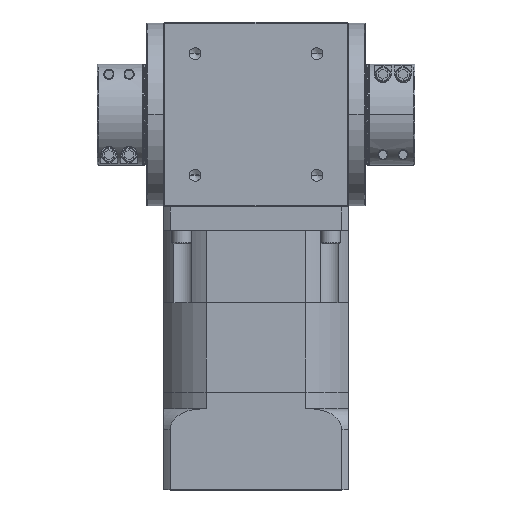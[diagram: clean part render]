
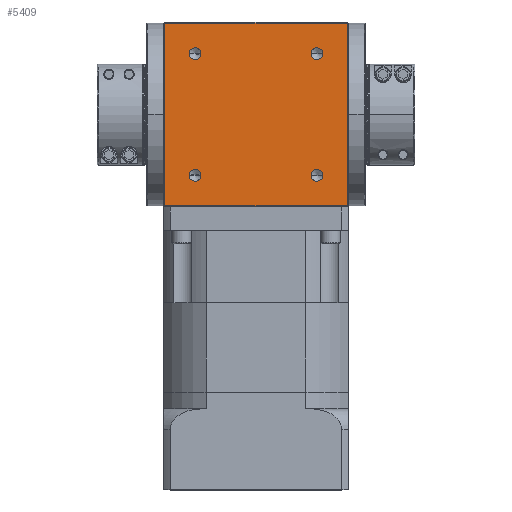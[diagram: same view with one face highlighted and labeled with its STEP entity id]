
A CAD part, top view. The second image highlights one B-rep face of the part: STEP entity #5409.
In plain terms, the highlighted planar face has unit normal (0, 0, 1).
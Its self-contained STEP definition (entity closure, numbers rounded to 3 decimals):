
#964 = EDGE_LOOP ( 'NONE', ( #16246, #21844 ) ) ;
#1015 = EDGE_LOOP ( 'NONE', ( #31352, #33989 ) ) ;
#1034 = DIRECTION ( 'NONE',  ( 1., 0., 0. ) ) ;
#1142 = CARTESIAN_POINT ( 'NONE',  ( 108.5, 0., 110. ) ) ;
#2200 = DIRECTION ( 'NONE',  ( 1., 0., 0. ) ) ;
#2824 = DIRECTION ( 'NONE',  ( 0., 0., 1. ) ) ;
#3715 = AXIS2_PLACEMENT_3D ( 'NONE', #29173, #11614, #32180 ) ;
#4545 = CARTESIAN_POINT ( 'NONE',  ( 108.5, -108.5, 110. ) ) ;
#4610 = VERTEX_POINT ( 'NONE', #22476 ) ;
#4932 = AXIS2_PLACEMENT_3D ( 'NONE', #25566, #8030, #28509 ) ;
#5379 = AXIS2_PLACEMENT_3D ( 'NONE', #26430, #8880, #29374 ) ;
#5409 = ADVANCED_FACE ( 'NONE', ( #19006, #11206, #33767, #25906, #18102 ), #5636, .T. ) ;
#5636 = PLANE ( 'NONE',  #29435 ) ;
#5838 = DIRECTION ( 'NONE',  ( 1., 0., 0. ) ) ;
#6211 = CIRCLE ( 'NONE', #35643, 7. ) ;
#7303 = LINE ( 'NONE', #26320, #37619 ) ;
#8030 = DIRECTION ( 'NONE',  ( 0., 0., 1. ) ) ;
#8671 = ORIENTED_EDGE ( 'NONE', *, *, #30244, .F. ) ;
#8880 = DIRECTION ( 'NONE',  ( 0., 0., 1. ) ) ;
#9480 = AXIS2_PLACEMENT_3D ( 'NONE', #36239, #18576, #1034 ) ;
#10576 = CIRCLE ( 'NONE', #15621, 7. ) ;
#10674 = AXIS2_PLACEMENT_3D ( 'NONE', #32245, #14662, #35219 ) ;
#10733 = CARTESIAN_POINT ( 'NONE',  ( 79.478, -72.478, 110. ) ) ;
#10760 = EDGE_CURVE ( 'NONE', #30066, #15207, #18833, .T. ) ;
#11014 = EDGE_CURVE ( 'NONE', #12232, #16666, #27100, .T. ) ;
#11149 = LINE ( 'NONE', #13294, #25838 ) ;
#11154 = CARTESIAN_POINT ( 'NONE',  ( -65.478, 72.478, 110. ) ) ;
#11184 = CARTESIAN_POINT ( 'NONE',  ( -108.5, 0., 110. ) ) ;
#11206 = FACE_BOUND ( 'NONE', #1015, .T. ) ;
#11614 = DIRECTION ( 'NONE',  ( 0., 0., 1. ) ) ;
#11680 = VERTEX_POINT ( 'NONE', #19416 ) ;
#12031 = CARTESIAN_POINT ( 'NONE',  ( 72.478, -72.478, 110. ) ) ;
#12232 = VERTEX_POINT ( 'NONE', #4545 ) ;
#12365 = EDGE_CURVE ( 'NONE', #21154, #27157, #6211, .T. ) ;
#12413 = EDGE_CURVE ( 'NONE', #11680, #38050, #13947, .T. ) ;
#13284 = EDGE_CURVE ( 'NONE', #16666, #29311, #11149, .T. ) ;
#13294 = CARTESIAN_POINT ( 'NONE',  ( 0., 108.5, 110. ) ) ;
#13947 = CIRCLE ( 'NONE', #5379, 7. ) ;
#14151 = VERTEX_POINT ( 'NONE', #15545 ) ;
#14507 = ORIENTED_EDGE ( 'NONE', *, *, #12365, .F. ) ;
#14646 = ORIENTED_EDGE ( 'NONE', *, *, #27831, .T. ) ;
#14662 = DIRECTION ( 'NONE',  ( 0., 0., 1. ) ) ;
#15005 = DIRECTION ( 'NONE',  ( 1., 0., 0. ) ) ;
#15207 = VERTEX_POINT ( 'NONE', #11154 ) ;
#15309 = AXIS2_PLACEMENT_3D ( 'NONE', #37382, #19719, #2200 ) ;
#15425 = CIRCLE ( 'NONE', #15309, 7. ) ;
#15545 = CARTESIAN_POINT ( 'NONE',  ( 65.478, 72.478, 110. ) ) ;
#15621 = AXIS2_PLACEMENT_3D ( 'NONE', #12031, #32614, #15005 ) ;
#16246 = ORIENTED_EDGE ( 'NONE', *, *, #12413, .F. ) ;
#16666 = VERTEX_POINT ( 'NONE', #32802 ) ;
#16923 = CIRCLE ( 'NONE', #9480, 7. ) ;
#17360 = ORIENTED_EDGE ( 'NONE', *, *, #11014, .T. ) ;
#17448 = DIRECTION ( 'NONE',  ( 0., 0., 1. ) ) ;
#17787 = EDGE_LOOP ( 'NONE', ( #8671, #37327 ) ) ;
#18102 = FACE_OUTER_BOUND ( 'NONE', #34084, .T. ) ;
#18515 = EDGE_CURVE ( 'NONE', #38050, #11680, #16923, .T. ) ;
#18576 = DIRECTION ( 'NONE',  ( 0., 0., 1. ) ) ;
#18833 = CIRCLE ( 'NONE', #10674, 7. ) ;
#18854 = LINE ( 'NONE', #11184, #19779 ) ;
#19006 = FACE_BOUND ( 'NONE', #17787, .T. ) ;
#19416 = CARTESIAN_POINT ( 'NONE',  ( -65.478, -72.478, 110. ) ) ;
#19665 = VERTEX_POINT ( 'NONE', #33213 ) ;
#19719 = DIRECTION ( 'NONE',  ( 0., 0., 1. ) ) ;
#19779 = VECTOR ( 'NONE', #22876, 1000. ) ;
#20330 = CARTESIAN_POINT ( 'NONE',  ( 0., 0., 110. ) ) ;
#20623 = ORIENTED_EDGE ( 'NONE', *, *, #26143, .F. ) ;
#21154 = VERTEX_POINT ( 'NONE', #29194 ) ;
#21671 = DIRECTION ( 'NONE',  ( 0., 1., 0. ) ) ;
#21844 = ORIENTED_EDGE ( 'NONE', *, *, #18515, .F. ) ;
#21935 = CARTESIAN_POINT ( 'NONE',  ( -79.478, 72.478, 110. ) ) ;
#22246 = EDGE_CURVE ( 'NONE', #19665, #14151, #34310, .T. ) ;
#22476 = CARTESIAN_POINT ( 'NONE',  ( -108.5, -108.5, 110. ) ) ;
#22566 = EDGE_CURVE ( 'NONE', #14151, #19665, #32902, .T. ) ;
#22876 = DIRECTION ( 'NONE',  ( 0., -1., 0. ) ) ;
#23302 = DIRECTION ( 'NONE',  ( 1., 0., 0. ) ) ;
#25566 = CARTESIAN_POINT ( 'NONE',  ( 72.478, 72.478, 110. ) ) ;
#25838 = VECTOR ( 'NONE', #33870, 1000. ) ;
#25906 = FACE_BOUND ( 'NONE', #964, .T. ) ;
#26143 = EDGE_CURVE ( 'NONE', #27157, #21154, #10576, .T. ) ;
#26320 = CARTESIAN_POINT ( 'NONE',  ( 0., -108.5, 110. ) ) ;
#26430 = CARTESIAN_POINT ( 'NONE',  ( -72.478, -72.478, 110. ) ) ;
#27100 = LINE ( 'NONE', #1142, #34055 ) ;
#27157 = VERTEX_POINT ( 'NONE', #10733 ) ;
#27831 = EDGE_CURVE ( 'NONE', #29311, #4610, #18854, .T. ) ;
#28509 = DIRECTION ( 'NONE',  ( 1., 0., 0. ) ) ;
#29153 = EDGE_LOOP ( 'NONE', ( #20623, #14507 ) ) ;
#29173 = CARTESIAN_POINT ( 'NONE',  ( 72.478, 72.478, 110. ) ) ;
#29194 = CARTESIAN_POINT ( 'NONE',  ( 65.478, -72.478, 110. ) ) ;
#29311 = VERTEX_POINT ( 'NONE', #37993 ) ;
#29374 = DIRECTION ( 'NONE',  ( 1., 0., 0. ) ) ;
#29435 = AXIS2_PLACEMENT_3D ( 'NONE', #20330, #2824, #23302 ) ;
#30066 = VERTEX_POINT ( 'NONE', #21935 ) ;
#30244 = EDGE_CURVE ( 'NONE', #15207, #30066, #15425, .T. ) ;
#31100 = CARTESIAN_POINT ( 'NONE',  ( -79.478, -72.478, 110. ) ) ;
#31352 = ORIENTED_EDGE ( 'NONE', *, *, #22246, .F. ) ;
#32180 = DIRECTION ( 'NONE',  ( 1., 0., 0. ) ) ;
#32245 = CARTESIAN_POINT ( 'NONE',  ( -72.478, 72.478, 110. ) ) ;
#32614 = DIRECTION ( 'NONE',  ( 0., 0., 1. ) ) ;
#32727 = EDGE_CURVE ( 'NONE', #4610, #12232, #7303, .T. ) ;
#32802 = CARTESIAN_POINT ( 'NONE',  ( 108.5, 108.5, 110. ) ) ;
#32902 = CIRCLE ( 'NONE', #4932, 7. ) ;
#33213 = CARTESIAN_POINT ( 'NONE',  ( 79.478, 72.478, 110. ) ) ;
#33580 = ORIENTED_EDGE ( 'NONE', *, *, #32727, .T. ) ;
#33767 = FACE_BOUND ( 'NONE', #29153, .T. ) ;
#33870 = DIRECTION ( 'NONE',  ( -1., 0., 0. ) ) ;
#33989 = ORIENTED_EDGE ( 'NONE', *, *, #22566, .F. ) ;
#34055 = VECTOR ( 'NONE', #21671, 1000. ) ;
#34084 = EDGE_LOOP ( 'NONE', ( #34716, #14646, #33580, #17360 ) ) ;
#34310 = CIRCLE ( 'NONE', #3715, 7. ) ;
#34716 = ORIENTED_EDGE ( 'NONE', *, *, #13284, .T. ) ;
#35092 = CARTESIAN_POINT ( 'NONE',  ( 72.478, -72.478, 110. ) ) ;
#35219 = DIRECTION ( 'NONE',  ( 1., 0., 0. ) ) ;
#35643 = AXIS2_PLACEMENT_3D ( 'NONE', #35092, #17448, #38059 ) ;
#36239 = CARTESIAN_POINT ( 'NONE',  ( -72.478, -72.478, 110. ) ) ;
#37327 = ORIENTED_EDGE ( 'NONE', *, *, #10760, .F. ) ;
#37382 = CARTESIAN_POINT ( 'NONE',  ( -72.478, 72.478, 110. ) ) ;
#37619 = VECTOR ( 'NONE', #5838, 1000. ) ;
#37993 = CARTESIAN_POINT ( 'NONE',  ( -108.5, 108.5, 110. ) ) ;
#38050 = VERTEX_POINT ( 'NONE', #31100 ) ;
#38059 = DIRECTION ( 'NONE',  ( 1., 0., 0. ) ) ;
